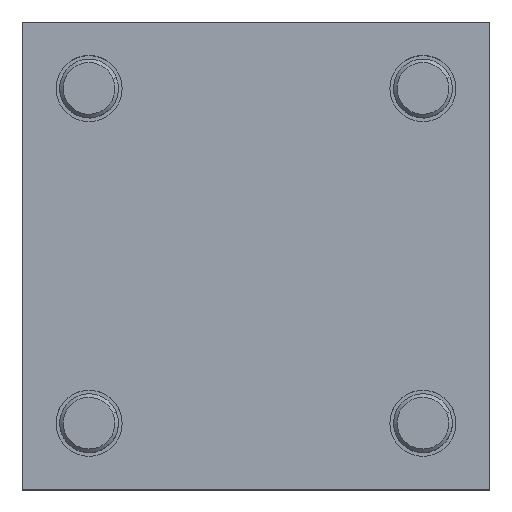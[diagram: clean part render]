
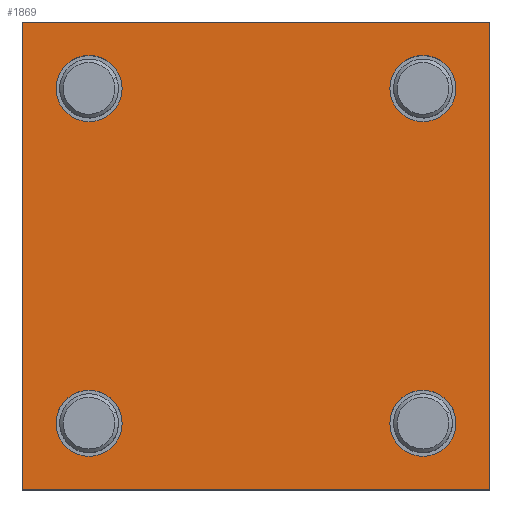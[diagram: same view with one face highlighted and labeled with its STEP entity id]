
A CAD part, top view. The second image highlights one B-rep face of the part: STEP entity #1869.
In plain terms, the highlighted planar face has unit normal (0, 0, 1).
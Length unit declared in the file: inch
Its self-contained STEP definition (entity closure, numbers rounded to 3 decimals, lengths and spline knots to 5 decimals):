
#14 = EDGE_CURVE ( 'NONE', #2069, #1960, #2852, .T. ) ;
#24 = CARTESIAN_POINT ( 'NONE',  ( 0.56938, 0.712, 0.375 ) ) ;
#56 = CARTESIAN_POINT ( 'NONE',  ( -0.85062, -0.712, 0.375 ) ) ;
#101 = EDGE_CURVE ( 'NONE', #1960, #1272, #371, .T. ) ;
#128 = DIRECTION ( 'NONE',  ( -1., 0., 0. ) ) ;
#130 = DIRECTION ( 'NONE',  ( -1., 0., 0. ) ) ;
#181 = CIRCLE ( 'NONE', #1162, 0.14062 ) ;
#216 = CARTESIAN_POINT ( 'NONE',  ( -0.56938, 0.712, 0.375 ) ) ;
#226 = CIRCLE ( 'NONE', #792, 0.14062 ) ;
#270 = DIRECTION ( 'NONE',  ( -1., 0., 0. ) ) ;
#308 = AXIS2_PLACEMENT_3D ( 'NONE', #1088, #1347, #366 ) ;
#309 = ORIENTED_EDGE ( 'NONE', *, *, #1181, .T. ) ;
#343 = EDGE_LOOP ( 'NONE', ( #2065, #2656, #1770, #528 ) ) ;
#357 = CARTESIAN_POINT ( 'NONE',  ( 0.56938, -0.712, 0.375 ) ) ;
#366 = DIRECTION ( 'NONE',  ( -1., 0., 0. ) ) ;
#371 = LINE ( 'NONE', #1372, #2067 ) ;
#376 = ORIENTED_EDGE ( 'NONE', *, *, #2219, .T. ) ;
#468 = FACE_OUTER_BOUND ( 'NONE', #343, .T. ) ;
#469 = DIRECTION ( 'NONE',  ( 0., 0., -1. ) ) ;
#494 = AXIS2_PLACEMENT_3D ( 'NONE', #1978, #2205, #939 ) ;
#524 = EDGE_LOOP ( 'NONE', ( #983, #3192 ) ) ;
#528 = ORIENTED_EDGE ( 'NONE', *, *, #101, .T. ) ;
#589 = AXIS2_PLACEMENT_3D ( 'NONE', #2236, #469, #715 ) ;
#597 = AXIS2_PLACEMENT_3D ( 'NONE', #1976, #730, #270 ) ;
#605 = CARTESIAN_POINT ( 'NONE',  ( -0.56938, -0.712, 0.375 ) ) ;
#613 = EDGE_CURVE ( 'NONE', #1480, #721, #820, .T. ) ;
#623 = CARTESIAN_POINT ( 'NONE',  ( -0.71, -0.712, 0.375 ) ) ;
#638 = DIRECTION ( 'NONE',  ( 0., 0., -1. ) ) ;
#669 = DIRECTION ( 'NONE',  ( 0., 1., 0. ) ) ;
#670 = DIRECTION ( 'NONE',  ( 0., 0., -1. ) ) ;
#671 = EDGE_LOOP ( 'NONE', ( #2093, #376 ) ) ;
#706 = CARTESIAN_POINT ( 'NONE',  ( -0.995, -0.995, 0.375 ) ) ;
#715 = DIRECTION ( 'NONE',  ( -1., 0., 0. ) ) ;
#721 = VERTEX_POINT ( 'NONE', #605 ) ;
#730 = DIRECTION ( 'NONE',  ( 0., 0., -1. ) ) ;
#765 = CARTESIAN_POINT ( 'NONE',  ( 0.85062, 0.712, 0.375 ) ) ;
#792 = AXIS2_PLACEMENT_3D ( 'NONE', #3108, #670, #2882 ) ;
#820 = CIRCLE ( 'NONE', #308, 0.14062 ) ;
#822 = VECTOR ( 'NONE', #1455, 39.37008 ) ;
#874 = DIRECTION ( 'NONE',  ( -1., 0., 0. ) ) ;
#939 = DIRECTION ( 'NONE',  ( -1., 0., 0. ) ) ;
#983 = ORIENTED_EDGE ( 'NONE', *, *, #1133, .T. ) ;
#1025 = EDGE_LOOP ( 'NONE', ( #1123, #2068 ) ) ;
#1026 = VERTEX_POINT ( 'NONE', #1655 ) ;
#1081 = DIRECTION ( 'NONE',  ( -1., 0., 0. ) ) ;
#1088 = CARTESIAN_POINT ( 'NONE',  ( -0.71, -0.712, 0.375 ) ) ;
#1091 = ORIENTED_EDGE ( 'NONE', *, *, #1386, .T. ) ;
#1094 = CARTESIAN_POINT ( 'NONE',  ( 0.71, 0.712, 0.375 ) ) ;
#1114 = EDGE_CURVE ( 'NONE', #1329, #2942, #2715, .T. ) ;
#1119 = VERTEX_POINT ( 'NONE', #1607 ) ;
#1123 = ORIENTED_EDGE ( 'NONE', *, *, #613, .T. ) ;
#1133 = EDGE_CURVE ( 'NONE', #2942, #1329, #226, .T. ) ;
#1141 = VERTEX_POINT ( 'NONE', #216 ) ;
#1162 = AXIS2_PLACEMENT_3D ( 'NONE', #2299, #1336, #1081 ) ;
#1181 = EDGE_CURVE ( 'NONE', #1119, #1141, #1367, .T. ) ;
#1185 = PLANE ( 'NONE',  #597 ) ;
#1252 = EDGE_LOOP ( 'NONE', ( #309, #1091 ) ) ;
#1272 = VERTEX_POINT ( 'NONE', #2740 ) ;
#1310 = AXIS2_PLACEMENT_3D ( 'NONE', #1094, #638, #130 ) ;
#1329 = VERTEX_POINT ( 'NONE', #765 ) ;
#1336 = DIRECTION ( 'NONE',  ( 0., 0., -1. ) ) ;
#1347 = DIRECTION ( 'NONE',  ( 0., 0., -1. ) ) ;
#1367 = CIRCLE ( 'NONE', #589, 0.14062 ) ;
#1372 = CARTESIAN_POINT ( 'NONE',  ( -0.995, 0.995, 0.375 ) ) ;
#1386 = EDGE_CURVE ( 'NONE', #1141, #1119, #2058, .T. ) ;
#1426 = AXIS2_PLACEMENT_3D ( 'NONE', #2492, #1447, #2663 ) ;
#1447 = DIRECTION ( 'NONE',  ( 0., 0., -1. ) ) ;
#1450 = FACE_BOUND ( 'NONE', #1025, .T. ) ;
#1455 = DIRECTION ( 'NONE',  ( 1., 0., 0. ) ) ;
#1480 = VERTEX_POINT ( 'NONE', #56 ) ;
#1607 = CARTESIAN_POINT ( 'NONE',  ( -0.85062, 0.712, 0.375 ) ) ;
#1655 = CARTESIAN_POINT ( 'NONE',  ( -0.995, -0.995, 0.375 ) ) ;
#1699 = FACE_BOUND ( 'NONE', #1252, .T. ) ;
#1704 = EDGE_CURVE ( 'NONE', #721, #1480, #2110, .T. ) ;
#1708 = DIRECTION ( 'NONE',  ( 0., -1., 0. ) ) ;
#1770 = ORIENTED_EDGE ( 'NONE', *, *, #14, .T. ) ;
#1800 = VERTEX_POINT ( 'NONE', #2424 ) ;
#1869 = ADVANCED_FACE ( 'NONE', ( #2460, #1699, #1450, #3183, #468 ), #1185, .F. ) ;
#1960 = VERTEX_POINT ( 'NONE', #2025 ) ;
#1976 = CARTESIAN_POINT ( 'NONE',  ( -0.995, -0.995, 0.375 ) ) ;
#1978 = CARTESIAN_POINT ( 'NONE',  ( 0.71, -0.712, 0.375 ) ) ;
#2025 = CARTESIAN_POINT ( 'NONE',  ( 0.995, 0.995, 0.375 ) ) ;
#2058 = CIRCLE ( 'NONE', #1426, 0.14062 ) ;
#2065 = ORIENTED_EDGE ( 'NONE', *, *, #2377, .T. ) ;
#2067 = VECTOR ( 'NONE', #874, 39.37008 ) ;
#2068 = ORIENTED_EDGE ( 'NONE', *, *, #1704, .T. ) ;
#2069 = VERTEX_POINT ( 'NONE', #2950 ) ;
#2093 = ORIENTED_EDGE ( 'NONE', *, *, #2163, .T. ) ;
#2110 = CIRCLE ( 'NONE', #2358, 0.14062 ) ;
#2163 = EDGE_CURVE ( 'NONE', #2562, #1800, #2730, .T. ) ;
#2205 = DIRECTION ( 'NONE',  ( 0., 0., -1. ) ) ;
#2219 = EDGE_CURVE ( 'NONE', #1800, #2562, #181, .T. ) ;
#2236 = CARTESIAN_POINT ( 'NONE',  ( -0.71, 0.712, 0.375 ) ) ;
#2242 = CARTESIAN_POINT ( 'NONE',  ( -0.995, -0.995, 0.375 ) ) ;
#2299 = CARTESIAN_POINT ( 'NONE',  ( 0.71, -0.712, 0.375 ) ) ;
#2358 = AXIS2_PLACEMENT_3D ( 'NONE', #623, #2879, #128 ) ;
#2377 = EDGE_CURVE ( 'NONE', #1272, #1026, #2939, .T. ) ;
#2378 = CARTESIAN_POINT ( 'NONE',  ( 0.995, -0.995, 0.375 ) ) ;
#2424 = CARTESIAN_POINT ( 'NONE',  ( 0.85062, -0.712, 0.375 ) ) ;
#2460 = FACE_BOUND ( 'NONE', #524, .T. ) ;
#2492 = CARTESIAN_POINT ( 'NONE',  ( -0.71, 0.712, 0.375 ) ) ;
#2562 = VERTEX_POINT ( 'NONE', #357 ) ;
#2656 = ORIENTED_EDGE ( 'NONE', *, *, #2855, .T. ) ;
#2663 = DIRECTION ( 'NONE',  ( -1., 0., 0. ) ) ;
#2715 = CIRCLE ( 'NONE', #1310, 0.14062 ) ;
#2730 = CIRCLE ( 'NONE', #494, 0.14062 ) ;
#2740 = CARTESIAN_POINT ( 'NONE',  ( -0.995, 0.995, 0.375 ) ) ;
#2852 = LINE ( 'NONE', #2378, #3136 ) ;
#2855 = EDGE_CURVE ( 'NONE', #1026, #2069, #2999, .T. ) ;
#2879 = DIRECTION ( 'NONE',  ( 0., 0., -1. ) ) ;
#2882 = DIRECTION ( 'NONE',  ( -1., 0., 0. ) ) ;
#2939 = LINE ( 'NONE', #706, #2947 ) ;
#2942 = VERTEX_POINT ( 'NONE', #24 ) ;
#2947 = VECTOR ( 'NONE', #1708, 39.37008 ) ;
#2950 = CARTESIAN_POINT ( 'NONE',  ( 0.995, -0.995, 0.375 ) ) ;
#2999 = LINE ( 'NONE', #2242, #822 ) ;
#3108 = CARTESIAN_POINT ( 'NONE',  ( 0.71, 0.712, 0.375 ) ) ;
#3136 = VECTOR ( 'NONE', #669, 39.37008 ) ;
#3183 = FACE_BOUND ( 'NONE', #671, .T. ) ;
#3192 = ORIENTED_EDGE ( 'NONE', *, *, #1114, .T. ) ;
